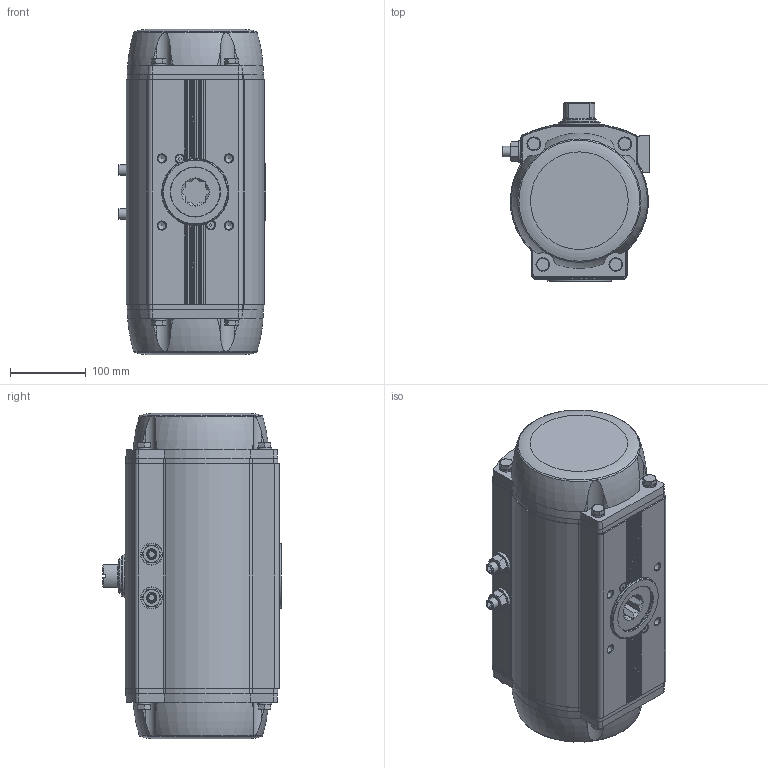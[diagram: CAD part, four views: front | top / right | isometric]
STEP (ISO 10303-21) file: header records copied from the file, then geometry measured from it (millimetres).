
FILE_DESCRIPTION(/* description */ ('STEP AP214'),/* implementation_level */ '2;1');
FILE_NAME(/* name */ '8102886_DFPD-700-RP-90-RS45-F12-R3-C-VDE2',/* time_stamp */ '2024-08-15T18:27:46+02:00',/* author */ ('License CC BY-ND 4.0'),/* organization */ ('CADENAS'),/* preprocessor_version */ 'ST-DEVELOPER v19.3',/* originating_system */ 'PARTsolutions',/* authorisation */ ' ');
FILE_SCHEMA (('AUTOMOTIVE_DESIGN {1 0 10303 214 3 1 1}'));
Length unit declared in the file: millimetre
Products named in the file (8): 8102886 DFPD-700-RP-90-RS45-F12-R3-C-VDE2---(0); 8042193 DFPD-700-90-RS-F12-C-VDE2---(housing); 8042193 DFPD-700(F10_0)---(shaft); 4167860 SCHEIBE 14.3X28X4-1.4301; DIN 934 - M14(F); 5192465 DFPD-480/700-C--(adj); 8101072 DFPD-CTR-F12--(ctr); 8120158 DFPD-...-C-VDE2---(PS)
Assembly tree (11 placements, depth 2):
  8102886 DFPD-700-RP-90-RS45-F12-R3-C-VDE2---(0)
    8042193 DFPD-700-90-RS-F12-C-VDE2---(housing)
    8042193 DFPD-700(F10_0)---(shaft)
    4167860 SCHEIBE 14.3X28X4-1.4301  x2
    DIN 934 - M14(F)  x2
    5192465 DFPD-480/700-C--(adj)  x2
    8101072 DFPD-CTR-F12--(ctr)
    8120158 DFPD-...-C-VDE2---(PS)  x2
Bounding box: 194.83 x 235.7 x 428.3 mm (x, y, z)
Volume: 12515026.4 mm3; surface area: 475028.6 mm2
Topology: 11 solids, 11 shells, 845 faces, 2058 edges, 1304 vertices
Faces by surface type: plane 366, cylinder 225, cone 193, torus 59, sphere 2
Full cylindrical faces by diameter (mm): 2.5 x2, 4.134 x10, 4.2 x1, 4.5 x2, 4.917 x1, 5.5 x2, 5.917 x2, 6.647 x1, 7 x2, 8 x2, 8.5 x2, 10 x2, 10.106 x4, 10.57 x2, 11.445 x2, 11.5 x2, 11.835 x4, 12 x2, 14 x2, 14.3 x2, 18 x8, 20 x2, 28 x2, 29 x2, 38 x1, 44.9 x2, 45 x1, 50 x1, 55 x1, 56 x2
Entity records: 22620 total; most frequent: CARTESIAN_POINT 4895, DIRECTION 3589, ORIENTED_EDGE 3324, EDGE_CURVE 1662, AXIS2_PLACEMENT_3D 1436, VERTEX_POINT 1174, FACE_BOUND 1064, EDGE_LOOP 1043
